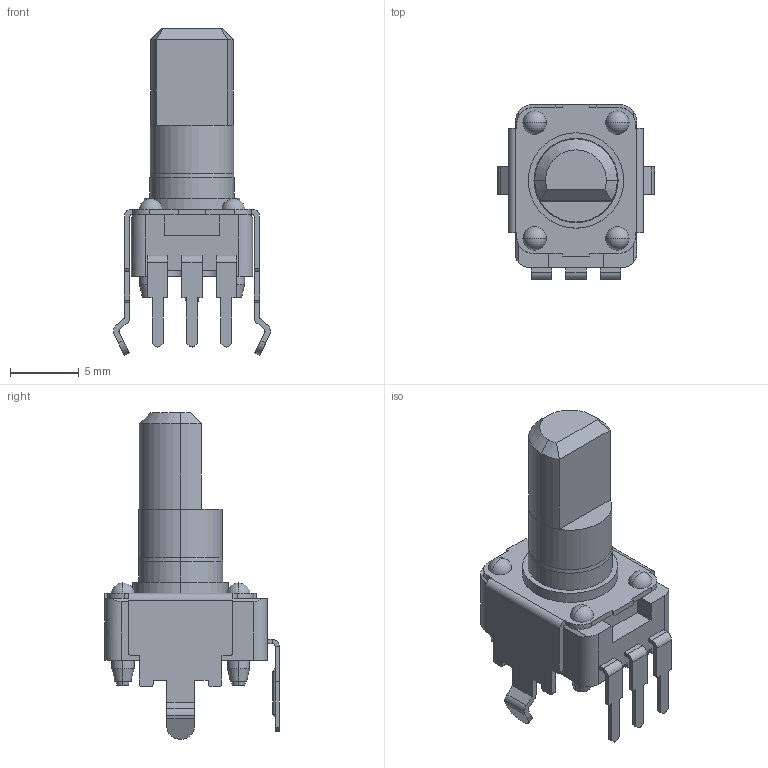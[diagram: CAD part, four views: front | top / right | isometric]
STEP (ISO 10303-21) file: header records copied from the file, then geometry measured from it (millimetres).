
FILE_DESCRIPTION (( 'STEP AP214' ), '1' );
FILE_NAME ('RK09K1130AAU.STEP', '2012-02-07T00:57:28', ( '' ), ( '' ), 'SwSTEP 2.0', 'SolidWorks 2010', '' );
FILE_SCHEMA (( 'AUTOMOTIVE_DESIGN' ));
Length unit declared in the file: millimetre
Products named in the file (1): RK09K1130AAU
Bounding box: 11.4 x 12.65 x 23.7 mm (x, y, z)
Volume: 895.9 mm3; surface area: 992.1 mm2
Topology: 1 solids, 1 shells, 259 faces, 667 edges, 420 vertices
Faces by surface type: plane 140, cylinder 78, cone 27, sphere 14
Entity records: 10598 total; most frequent: DIRECTION 1374, CARTESIAN_POINT 1351, ORIENTED_EDGE 1306, EDGE_CURVE 653, AXIS2_PLACEMENT_3D 467, VECTOR 440, LINE 440, VERTEX_POINT 420
